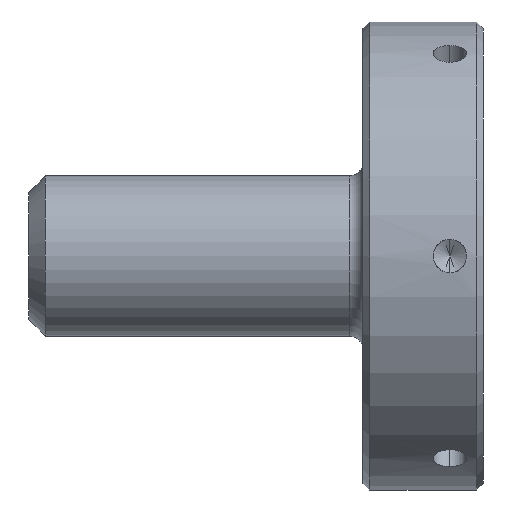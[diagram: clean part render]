
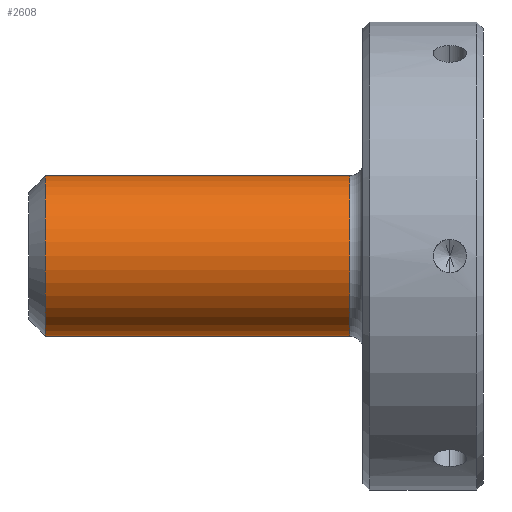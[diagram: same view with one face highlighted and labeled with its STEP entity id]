
A CAD part, front view. The second image highlights one B-rep face of the part: STEP entity #2608.
In plain terms, the highlighted cylindrical face has radius 6 mm (diameter 12 mm), a partial arc.
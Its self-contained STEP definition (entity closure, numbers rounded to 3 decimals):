
#5 = DIRECTION ( 'NONE',  ( 0., 0., 1. ) ) ;
#13 = DIRECTION ( 'NONE',  ( -1., 0., 0. ) ) ;
#14 = CARTESIAN_POINT ( 'NONE',  ( -46.502, 0., 0. ) ) ;
#867 = CIRCLE ( 'NONE', #3710, 6. ) ;
#875 = LINE ( 'NONE', #1065, #878 ) ;
#876 = LINE ( 'NONE', #1070, #881 ) ;
#878 = VECTOR ( 'NONE', #1054, 1000. ) ;
#881 = VECTOR ( 'NONE', #1058, 1000. ) ;
#887 = CIRCLE ( 'NONE', #1472, 6. ) ;
#1051 = CARTESIAN_POINT ( 'NONE',  ( -10., 0., 0. ) ) ;
#1052 = DIRECTION ( 'NONE',  ( -1., 0., 0. ) ) ;
#1053 = DIRECTION ( 'NONE',  ( 0., 0., 1. ) ) ;
#1054 = DIRECTION ( 'NONE',  ( -1., 0., 0. ) ) ;
#1058 = DIRECTION ( 'NONE',  ( -1., 0., 0. ) ) ;
#1065 = CARTESIAN_POINT ( 'NONE',  ( -46.502, 0., -6. ) ) ;
#1070 = CARTESIAN_POINT ( 'NONE',  ( -46.502, 0., 6. ) ) ;
#1083 = CARTESIAN_POINT ( 'NONE',  ( -32.75, 0., 0. ) ) ;
#1084 = DIRECTION ( 'NONE',  ( -1., 0., 0. ) ) ;
#1085 = DIRECTION ( 'NONE',  ( 0., 0., 1. ) ) ;
#1472 = AXIS2_PLACEMENT_3D ( 'NONE', #1083, #1084, #1085 ) ;
#1643 = CARTESIAN_POINT ( 'NONE',  ( -10., 0., 6. ) ) ;
#1644 = CARTESIAN_POINT ( 'NONE',  ( -32.75, 0., 6. ) ) ;
#1649 = CARTESIAN_POINT ( 'NONE',  ( -10., 0., -6. ) ) ;
#1667 = CARTESIAN_POINT ( 'NONE',  ( -32.75, 0., -6. ) ) ;
#2608 = ADVANCED_FACE ( 'NONE', ( #3821 ), #3828, .T. ) ;
#2842 = EDGE_CURVE ( 'NONE', #3285, #3283, #867, .T. ) ;
#2847 = EDGE_CURVE ( 'NONE', #3285, #3297, #875, .T. ) ;
#2849 = EDGE_CURVE ( 'NONE', #3283, #3279, #876, .T. ) ;
#2854 = EDGE_CURVE ( 'NONE', #3297, #3279, #887, .T. ) ;
#2998 = ORIENTED_EDGE ( 'NONE', *, *, #2847, .F. ) ;
#2999 = ORIENTED_EDGE ( 'NONE', *, *, #2842, .T. ) ;
#3000 = ORIENTED_EDGE ( 'NONE', *, *, #2849, .T. ) ;
#3001 = ORIENTED_EDGE ( 'NONE', *, *, #2854, .F. ) ;
#3153 = EDGE_LOOP ( 'NONE', ( #2998, #2999, #3000, #3001 ) ) ;
#3279 = VERTEX_POINT ( 'NONE', #1644 ) ;
#3283 = VERTEX_POINT ( 'NONE', #1643 ) ;
#3285 = VERTEX_POINT ( 'NONE', #1649 ) ;
#3297 = VERTEX_POINT ( 'NONE', #1667 ) ;
#3576 = AXIS2_PLACEMENT_3D ( 'NONE', #14, #13, #5 ) ;
#3710 = AXIS2_PLACEMENT_3D ( 'NONE', #1051, #1052, #1053 ) ;
#3821 = FACE_OUTER_BOUND ( 'NONE', #3153, .T. ) ;
#3828 = CYLINDRICAL_SURFACE ( 'NONE', #3576, 6. ) ;
